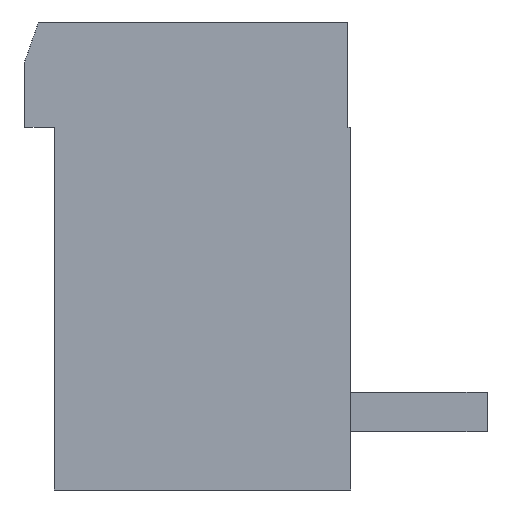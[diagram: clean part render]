
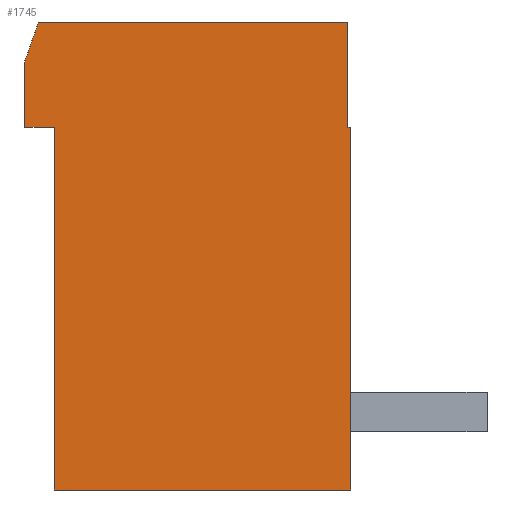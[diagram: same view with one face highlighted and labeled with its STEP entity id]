
A CAD part, left-side view. The second image highlights one B-rep face of the part: STEP entity #1745.
In plain terms, the highlighted planar face has unit normal (-1, 0, 0).
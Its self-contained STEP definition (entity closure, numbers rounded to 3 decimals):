
#72=DIRECTION('',(0.,-1.,0.));
#73=VECTOR('',#72,7.93);
#74=CARTESIAN_POINT('',(-11.07,4.15,0.));
#75=LINE('',#74,#73);
#76=DIRECTION('',(0.,0.,-1.));
#77=VECTOR('',#76,2.7);
#78=CARTESIAN_POINT('',(-11.07,-3.78,0.));
#79=LINE('',#78,#77);
#80=DIRECTION('',(0.,-1.,0.));
#81=VECTOR('',#80,0.07);
#82=CARTESIAN_POINT('',(-11.07,-3.78,-2.7));
#83=LINE('',#82,#81);
#84=DIRECTION('',(0.,0.,-1.));
#85=VECTOR('',#84,9.3);
#86=CARTESIAN_POINT('',(-11.07,-3.85,-2.7));
#87=LINE('',#86,#85);
#88=DIRECTION('',(0.,1.,0.));
#89=VECTOR('',#88,7.6);
#90=CARTESIAN_POINT('',(-11.07,-3.85,-12.));
#91=LINE('',#90,#89);
#92=DIRECTION('',(0.,0.,1.));
#93=VECTOR('',#92,9.3);
#94=CARTESIAN_POINT('',(-11.07,3.75,-12.));
#95=LINE('',#94,#93);
#96=DIRECTION('',(0.,1.,0.));
#97=VECTOR('',#96,0.75);
#98=CARTESIAN_POINT('',(-11.07,3.75,-2.7));
#99=LINE('',#98,#97);
#100=DIRECTION('',(0.,0.,1.));
#101=VECTOR('',#100,1.7);
#102=CARTESIAN_POINT('',(-11.07,4.5,-2.7));
#103=LINE('',#102,#101);
#104=DIRECTION('',(0.,-0.33,0.944));
#105=VECTOR('',#104,1.059);
#106=CARTESIAN_POINT('',(-11.07,4.5,-1.));
#107=LINE('',#106,#105);
#1324=CARTESIAN_POINT('',(-11.07,4.15,0.));
#1325=CARTESIAN_POINT('',(-11.07,-3.78,0.));
#1326=VERTEX_POINT('',#1324);
#1327=VERTEX_POINT('',#1325);
#1328=CARTESIAN_POINT('',(-11.07,-3.78,-2.7));
#1329=VERTEX_POINT('',#1328);
#1330=CARTESIAN_POINT('',(-11.07,-3.85,-2.7));
#1331=VERTEX_POINT('',#1330);
#1332=CARTESIAN_POINT('',(-11.07,-3.85,-12.));
#1333=VERTEX_POINT('',#1332);
#1334=CARTESIAN_POINT('',(-11.07,3.75,-12.));
#1335=VERTEX_POINT('',#1334);
#1336=CARTESIAN_POINT('',(-11.07,3.75,-2.7));
#1337=VERTEX_POINT('',#1336);
#1338=CARTESIAN_POINT('',(-11.07,4.5,-2.7));
#1339=VERTEX_POINT('',#1338);
#1340=CARTESIAN_POINT('',(-11.07,4.5,-1.));
#1341=VERTEX_POINT('',#1340);
#1720=CARTESIAN_POINT('',(-11.07,0.,0.));
#1721=DIRECTION('',(1.,0.,0.));
#1722=DIRECTION('',(0.,0.,-1.));
#1723=AXIS2_PLACEMENT_3D('',#1720,#1721,#1722);
#1724=PLANE('',#1723);
#1726=ORIENTED_EDGE('',*,*,#1725,.T.);
#1728=ORIENTED_EDGE('',*,*,#1727,.T.);
#1730=ORIENTED_EDGE('',*,*,#1729,.T.);
#1732=ORIENTED_EDGE('',*,*,#1731,.T.);
#1734=ORIENTED_EDGE('',*,*,#1733,.T.);
#1736=ORIENTED_EDGE('',*,*,#1735,.T.);
#1738=ORIENTED_EDGE('',*,*,#1737,.T.);
#1740=ORIENTED_EDGE('',*,*,#1739,.T.);
#1742=ORIENTED_EDGE('',*,*,#1741,.T.);
#1743=EDGE_LOOP('',(#1726,#1728,#1730,#1732,#1734,#1736,#1738,#1740,#1742));
#1744=FACE_OUTER_BOUND('',#1743,.F.);
#1745=ADVANCED_FACE('',(#1744),#1724,.F.);
#1725=EDGE_CURVE('',#1326,#1327,#75,.T.);
#1727=EDGE_CURVE('',#1327,#1329,#79,.T.);
#1729=EDGE_CURVE('',#1329,#1331,#83,.T.);
#1731=EDGE_CURVE('',#1331,#1333,#87,.T.);
#1733=EDGE_CURVE('',#1333,#1335,#91,.T.);
#1735=EDGE_CURVE('',#1335,#1337,#95,.T.);
#1737=EDGE_CURVE('',#1337,#1339,#99,.T.);
#1739=EDGE_CURVE('',#1339,#1341,#103,.T.);
#1741=EDGE_CURVE('',#1341,#1326,#107,.T.);
